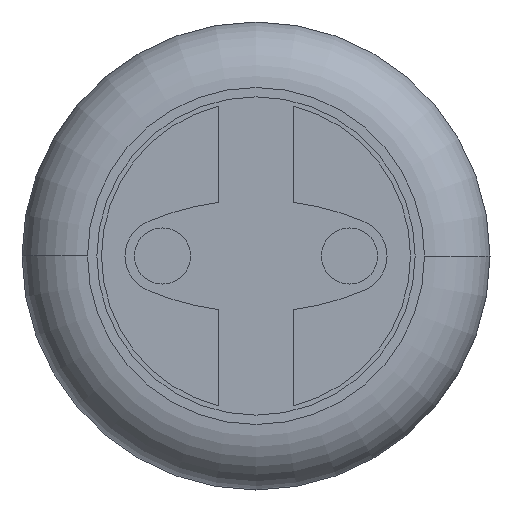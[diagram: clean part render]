
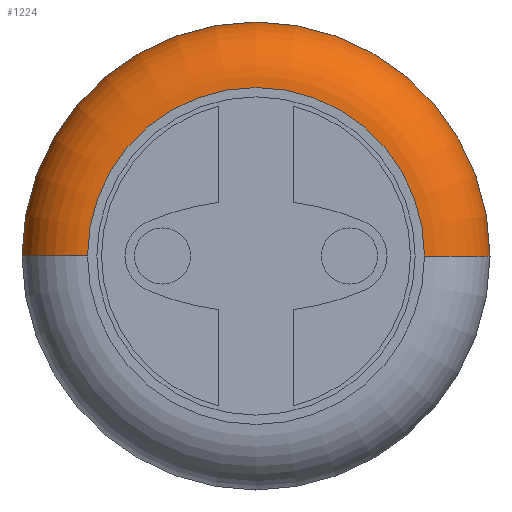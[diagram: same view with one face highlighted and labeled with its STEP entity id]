
A CAD part, front view. The second image highlights one B-rep face of the part: STEP entity #1224.
In plain terms, the highlighted toroidal (fillet/blend) face has major radius 1.8 mm and minor radius 0.7 mm.
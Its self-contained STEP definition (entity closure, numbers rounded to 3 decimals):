
#69 = DIRECTION ( 'NONE',  ( 1., 0., 0. ) ) ;
#175 = ORIENTED_EDGE ( 'NONE', *, *, #1795, .F. ) ;
#317 = CARTESIAN_POINT ( 'NONE',  ( 0., 1.2, 0. ) ) ;
#340 = DIRECTION ( 'NONE',  ( -1., 0., 0. ) ) ;
#359 = EDGE_CURVE ( 'NONE', #913, #1603, #1687, .T. ) ;
#393 = CARTESIAN_POINT ( 'NONE',  ( 0., 1.2, 0. ) ) ;
#428 = DIRECTION ( 'NONE',  ( 0., 0., 1. ) ) ;
#448 = FACE_OUTER_BOUND ( 'NONE', #1217, .T. ) ;
#484 = CIRCLE ( 'NONE', #932, 0.7 ) ;
#501 = DIRECTION ( 'NONE',  ( 0., -1., 0. ) ) ;
#505 = EDGE_CURVE ( 'NONE', #1421, #1710, #901, .T. ) ;
#536 = ORIENTED_EDGE ( 'NONE', *, *, #962, .T. ) ;
#633 = DIRECTION ( 'NONE',  ( 0., 0., -1. ) ) ;
#638 = CARTESIAN_POINT ( 'NONE',  ( 0., 0.5, 0. ) ) ;
#725 = ORIENTED_EDGE ( 'NONE', *, *, #505, .F. ) ;
#727 = CARTESIAN_POINT ( 'NONE',  ( -2.5, 1.2, 0. ) ) ;
#741 = CARTESIAN_POINT ( 'NONE',  ( -1.8, 1.2, 0. ) ) ;
#793 = DIRECTION ( 'NONE',  ( 0., -1., 0. ) ) ;
#821 = DIRECTION ( 'NONE',  ( 1., 0., 0. ) ) ;
#900 = DIRECTION ( 'NONE',  ( 1., 0., 0. ) ) ;
#901 = CIRCLE ( 'NONE', #1462, 1.8 ) ;
#913 = VERTEX_POINT ( 'NONE', #1604 ) ;
#932 = AXIS2_PLACEMENT_3D ( 'NONE', #1076, #633, #340 ) ;
#962 = EDGE_CURVE ( 'NONE', #1603, #1710, #1246, .T. ) ;
#1076 = CARTESIAN_POINT ( 'NONE',  ( 1.8, 1.2, 0. ) ) ;
#1106 = ORIENTED_EDGE ( 'NONE', *, *, #359, .T. ) ;
#1174 = CARTESIAN_POINT ( 'NONE',  ( -1.8, 0.5, 0. ) ) ;
#1210 = DIRECTION ( 'NONE',  ( 1., 0., 0. ) ) ;
#1217 = EDGE_LOOP ( 'NONE', ( #1106, #536, #725, #175 ) ) ;
#1224 = ADVANCED_FACE ( 'NONE', ( #448 ), #1510, .T. ) ;
#1246 = CIRCLE ( 'NONE', #1490, 0.7 ) ;
#1421 = VERTEX_POINT ( 'NONE', #1715 ) ;
#1462 = AXIS2_PLACEMENT_3D ( 'NONE', #638, #793, #1210 ) ;
#1471 = DIRECTION ( 'NONE',  ( 0., -1., 0. ) ) ;
#1490 = AXIS2_PLACEMENT_3D ( 'NONE', #741, #428, #900 ) ;
#1510 = TOROIDAL_SURFACE ( 'NONE', #1678, 1.8, 0.7 ) ;
#1577 = AXIS2_PLACEMENT_3D ( 'NONE', #317, #1471, #821 ) ;
#1603 = VERTEX_POINT ( 'NONE', #727 ) ;
#1604 = CARTESIAN_POINT ( 'NONE',  ( 2.5, 1.2, 0. ) ) ;
#1678 = AXIS2_PLACEMENT_3D ( 'NONE', #393, #501, #69 ) ;
#1687 = CIRCLE ( 'NONE', #1577, 2.5 ) ;
#1710 = VERTEX_POINT ( 'NONE', #1174 ) ;
#1715 = CARTESIAN_POINT ( 'NONE',  ( 1.8, 0.5, 0. ) ) ;
#1795 = EDGE_CURVE ( 'NONE', #913, #1421, #484, .T. ) ;
